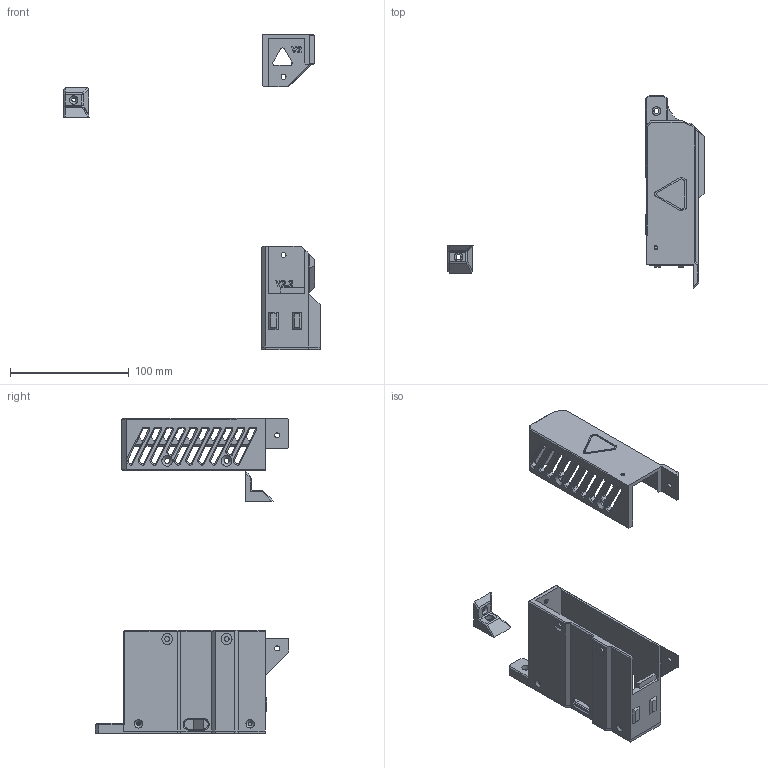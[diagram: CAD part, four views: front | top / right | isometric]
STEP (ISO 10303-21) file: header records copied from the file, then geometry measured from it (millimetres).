
FILE_DESCRIPTION(/* description */ (''),/* implementation_level */ '2;1');
FILE_NAME(/* name */ 'PSU.step',/* time_stamp */ '2021-09-09T23:43:38+02:00',/* author */ (''),/* organization */ (''),/* preprocessor_version */ 'ST-DEVELOPER v18.1',/* originating_system */ 'Autodesk Translation Framework v10.10.0.1391',/* authorisation */ '');
FILE_SCHEMA (('AUTOMOTIVE_DESIGN { 1 0 10303 214 3 1 1 }'));
Length unit declared in the file: millimetre
Products named in the file (7): PSU; TopMount V2; TopMount; CoverBody V2.1; CoverBottom V2.1; CoverBottom; TopMount right screw
Assembly tree (6 placements, depth 3):
  PSU
    TopMount V2
      TopMount
    CoverBody V2.1
    CoverBottom V2.1
      CoverBottom
    TopMount right screw
Bounding box: 215.71 x 163.32 x 266.03 mm (x, y, z)
Volume: 174763.4 mm3; surface area: 100532.7 mm2
Topology: 4 solids, 4 shells, 1290 faces, 3354 edges, 2112 vertices
Faces by surface type: plane 786, bspline 221, cone 152, cylinder 131
Full cylindrical faces by diameter (mm): 3.2 x14, 4 x2, 4.2 x10, 7.1 x1, 7.2 x3
Entity records: 41389 total; most frequent: CARTESIAN_POINT 10861, ORIENTED_EDGE 6708, DIRECTION 5507, EDGE_CURVE 3354, LINE 2483, VECTOR 2483, VERTEX_POINT 2112, AXIS2_PLACEMENT_3D 1512
